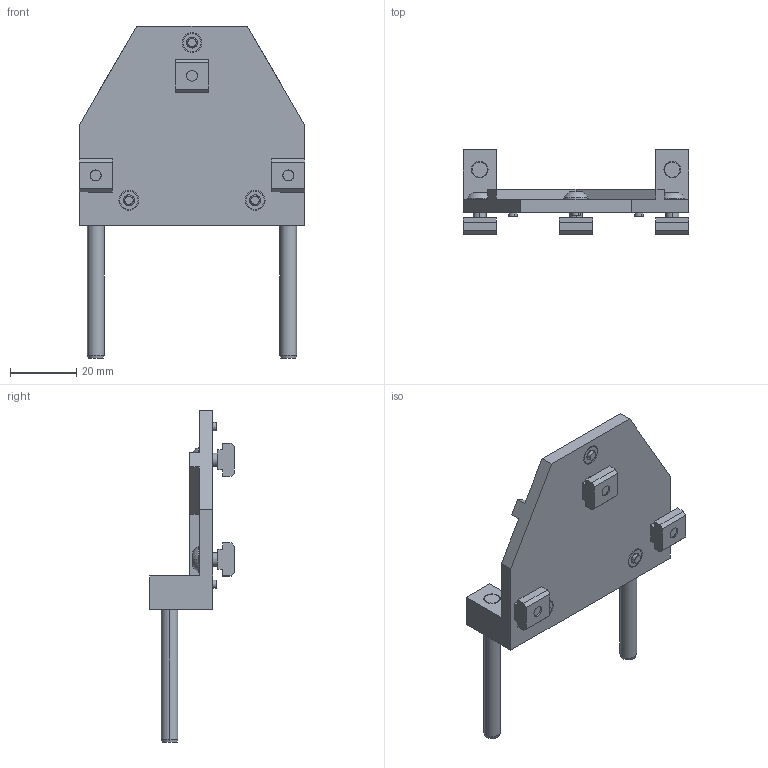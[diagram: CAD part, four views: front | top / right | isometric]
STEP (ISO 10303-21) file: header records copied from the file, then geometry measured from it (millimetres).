
FILE_DESCRIPTION (( 'STEP AP214' ), '1' );
FILE_NAME ('Tool Holder Assembled.step', '2019-11-11T12:53:41', ( '' ), ( '' ), 'SwSTEP 2.0', 'SolidWorks 2019', '' );
FILE_SCHEMA (( 'AUTOMOTIVE_DESIGN' ));
Length unit declared in the file: millimetre
Products named in the file (7): socket set screw dog point_bsi_BS 4168-4 - M4 x 5-N; socket button head screw_bsi_BS EN ISO 7380 - M4 x 10 - 10N; Tool Holder Base; parallel pin hardened_bsi_BS EN ISO 8734 - 5 x 50 - A - St; 2020 Nut - M4; Tool Holder Assembled; M4x4x6 - Heat Set Insert
Assembly tree (15 placements, depth 2):
  Tool Holder Assembled
    Tool Holder Base
    M4x4x6 - Heat Set Insert  x3
    parallel pin hardened_bsi_BS EN ISO 8734 - 5 x 50 - A - St  x2
    2020 Nut - M4  x3
    socket button head screw_bsi_BS EN ISO 7380 - M4 x 10 - 10N  x3
    socket set screw dog point_bsi_BS 4168-4 - M4 x 5-N  x3
Bounding box: 68 x 25.5 x 100 mm (x, y, z)
Volume: 21738.5 mm3; surface area: 14481.3 mm2
Topology: 15 solids, 15 shells, 253 faces, 583 edges, 363 vertices
Faces by surface type: plane 141, cylinder 62, cone 38, torus 6, sphere 6
Entity records: 3813 total; most frequent: DIRECTION 643, CARTESIAN_POINT 591, ORIENTED_EDGE 558, EDGE_CURVE 279, AXIS2_PLACEMENT_3D 229, VECTOR 185, LINE 185, VERTEX_POINT 177
